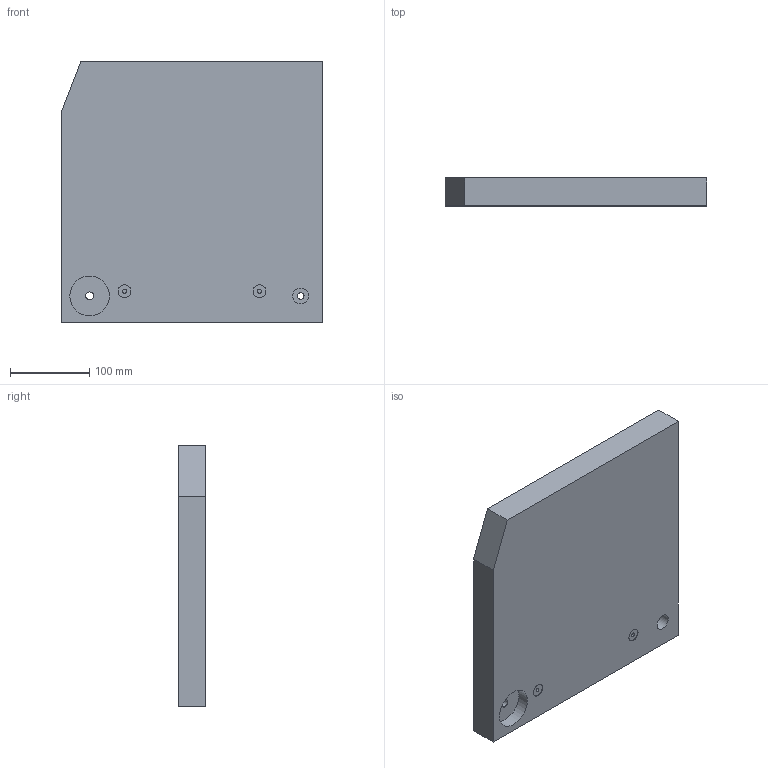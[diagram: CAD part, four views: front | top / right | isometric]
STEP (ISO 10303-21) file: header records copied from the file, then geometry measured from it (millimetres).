
FILE_DESCRIPTION(('FreeCAD Model'),'2;1');
FILE_NAME('Open CASCADE Shape Model','2023-08-23T12:00:00',(''),(''), 'Open CASCADE STEP processor 7.6','FreeCAD','Unknown');
FILE_SCHEMA(('AUTOMOTIVE_DESIGN { 1 0 10303 214 1 1 1 1 }'));
Length unit declared in the file: millimetre
Products named in the file (1): XL30SimpleFrontdoor01
Bounding box: 330 x 35 x 330 mm (x, y, z)
Volume: 2792644.8 mm3; surface area: 281311.5 mm2
Topology: 1 solids, 1 shells, 35 faces, 60 edges, 40 vertices
Faces by surface type: plane 20, cylinder 15
Full cylindrical faces by diameter (mm): 3.3 x4, 5 x2, 8.4 x1, 10 x1, 16.2 x2, 20 x1, 50 x1, 284 x1, 302 x1, 310 x1
Entity records: 874 total; most frequent: DIRECTION 162, CARTESIAN_POINT 136, ORIENTED_EDGE 120, AXIS2_PLACEMENT_3D 66, EDGE_CURVE 60, FACE_BOUND 52, EDGE_LOOP 52, VERTEX_POINT 40
